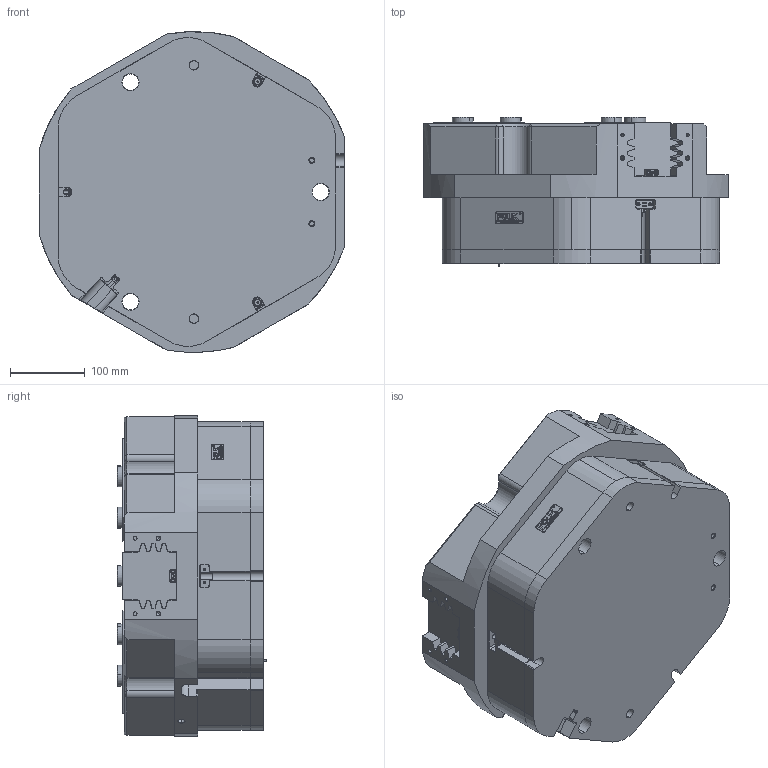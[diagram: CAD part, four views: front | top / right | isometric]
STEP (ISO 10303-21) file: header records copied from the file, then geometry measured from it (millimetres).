
FILE_DESCRIPTION (( 'STEP AP203' ), '1' );
FILE_NAME ('FZ290-430-S.STEP', '2025-04-02T08:03:43', ( 'USER-' ), ( 'Microsoft' ), 'SwSTEP 2.0', 'SolidWorks 2018', '' );
FILE_SCHEMA (( 'CONFIG_CONTROL_DESIGN' ));
Length unit declared in the file: millimetre
Products named in the file (11): 20241226-M4 M4換覜ん揤輸; FZ290-430-S; TZT290-430-M-05 菁裔啣-1; 棠羲換覜ん; 42x16-R2.5; 电容传感器-1; TZT290-430-M-06 笢猾啣-1; TZT290-430-S-02 賑輸; TZT290-430-M-01 褲极-1; ﾏ擎ﾗ28｡ﾁ22｡ﾁ17; TR300-15-1晚假蚾輸-1
Assembly tree (22 placements, depth 2):
  FZ290-430-S
    TZT290-430-S-02 賑輸  x3
    TZT290-430-M-05 菁裔啣-1
    电容传感器-1  x2
    TZT290-430-M-01 褲极-1
    TZT290-430-M-06 笢猾啣-1
    TR300-15-1晚假蚾輸-1  x3
    42x16-R2.5
    20241226-M4 M4換覜ん揤輸  x2
    棠羲換覜ん  x2
    ﾏ擎ﾗ28｡ﾁ22｡ﾁ17  x6
Bounding box: 409 x 200.37 x 429.97 mm (x, y, z)
Volume: 22110345.4 mm3; surface area: 1232830.1 mm2
Topology: 22 solids, 23 shells, 2196 faces, 5806 edges, 3717 vertices
Faces by surface type: plane 1090, cylinder 476, bspline 379, cone 239, torus 12
Entity records: 59032 total; most frequent: CARTESIAN_POINT 19741, ORIENTED_EDGE 8288, DIRECTION 7070, EDGE_CURVE 4144, VECTOR 2718, LINE 2718, VERTEX_POINT 2681, AXIS2_PLACEMENT_3D 2176
